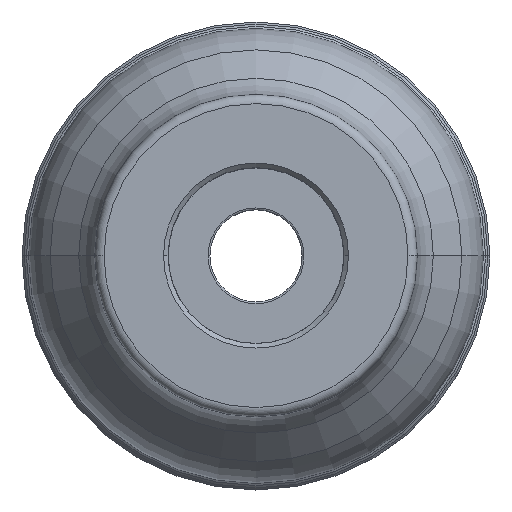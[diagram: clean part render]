
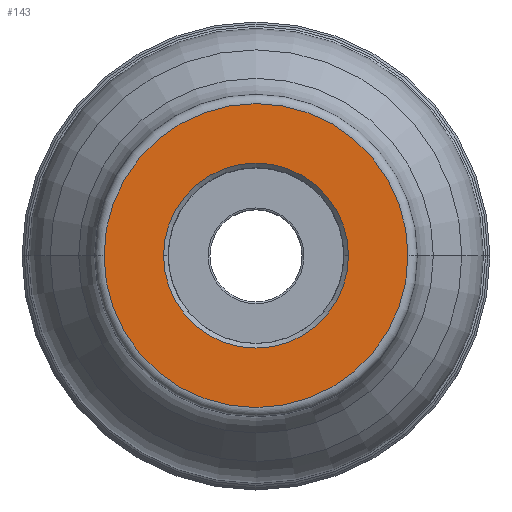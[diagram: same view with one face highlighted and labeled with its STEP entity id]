
A CAD part, top view. The second image highlights one B-rep face of the part: STEP entity #143.
In plain terms, the highlighted planar face has unit normal (0, 0, 1).
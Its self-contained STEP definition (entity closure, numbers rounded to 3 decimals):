
#80=PLANE('',#1497);
#91=FACE_BOUND('',#328,.T.);
#92=FACE_BOUND('',#329,.T.);
#143=ADVANCED_FACE('',(#91,#92),#80,.F.);
#328=EDGE_LOOP('',(#542,#543,#544,#545));
#329=EDGE_LOOP('',(#546,#547));
#542=ORIENTED_EDGE('',*,*,#924,.F.);
#543=ORIENTED_EDGE('',*,*,#922,.F.);
#544=ORIENTED_EDGE('',*,*,#921,.F.);
#545=ORIENTED_EDGE('',*,*,#925,.T.);
#546=ORIENTED_EDGE('',*,*,#926,.F.);
#547=ORIENTED_EDGE('',*,*,#927,.F.);
#778=VERTEX_POINT('',#2286);
#779=VERTEX_POINT('',#2288);
#780=VERTEX_POINT('',#2290);
#781=VERTEX_POINT('',#2294);
#782=VERTEX_POINT('',#2298);
#783=VERTEX_POINT('',#2299);
#921=EDGE_CURVE('',#778,#779,#1076,.T.);
#922=EDGE_CURVE('',#779,#780,#1077,.T.);
#924=EDGE_CURVE('',#780,#781,#1079,.T.);
#925=EDGE_CURVE('',#778,#781,#1080,.T.);
#926=EDGE_CURVE('',#782,#783,#1081,.T.);
#927=EDGE_CURVE('',#783,#782,#1082,.T.);
#1076=CIRCLE('',#1488,33.);
#1077=CIRCLE('',#1489,33.);
#1079=CIRCLE('',#1492,33.);
#1080=CIRCLE('',#1493,33.);
#1081=CIRCLE('',#1495,20.085);
#1082=CIRCLE('',#1496,20.085);
#1488=AXIS2_PLACEMENT_3D('',#2287,#1844,#1845);
#1489=AXIS2_PLACEMENT_3D('',#2289,#1846,#1847);
#1492=AXIS2_PLACEMENT_3D('',#2293,#1852,#1853);
#1493=AXIS2_PLACEMENT_3D('',#2295,#1854,#1855);
#1495=AXIS2_PLACEMENT_3D('',#2297,#1858,#1859);
#1496=AXIS2_PLACEMENT_3D('',#2300,#1860,#1861);
#1497=AXIS2_PLACEMENT_3D('',#2301,#1862,#1863);
#1844=DIRECTION('',(0.,0.,-1.));
#1845=DIRECTION('',(1.,0.,0.));
#1846=DIRECTION('',(0.,0.,-1.));
#1847=DIRECTION('',(1.,-0.001,0.));
#1852=DIRECTION('',(0.,0.,-1.));
#1853=DIRECTION('',(-1.,0.001,0.));
#1854=DIRECTION('',(0.,0.,1.));
#1855=DIRECTION('',(-1.,0.001,0.));
#1858=DIRECTION('',(0.,0.,1.));
#1859=DIRECTION('',(1.,0.,0.));
#1860=DIRECTION('',(0.,0.,1.));
#1861=DIRECTION('',(-1.,0.,0.));
#1862=DIRECTION('',(0.,0.,-1.));
#1863=DIRECTION('',(1.,0.,0.));
#2286=CARTESIAN_POINT('',(33.,0.,0.));
#2287=CARTESIAN_POINT('',(0.,0.,0.));
#2288=CARTESIAN_POINT('',(33.,-0.021,0.));
#2289=CARTESIAN_POINT('',(0.,0.,0.));
#2290=CARTESIAN_POINT('',(-33.,0.,0.));
#2293=CARTESIAN_POINT('',(0.,0.,0.));
#2294=CARTESIAN_POINT('',(-33.,0.021,0.));
#2295=CARTESIAN_POINT('',(0.,0.,0.));
#2297=CARTESIAN_POINT('',(0.,0.,0.));
#2298=CARTESIAN_POINT('',(20.085,0.,0.));
#2299=CARTESIAN_POINT('',(-20.085,0.,0.));
#2300=CARTESIAN_POINT('',(0.,0.,0.));
#2301=CARTESIAN_POINT('',(0.,0.,0.));
